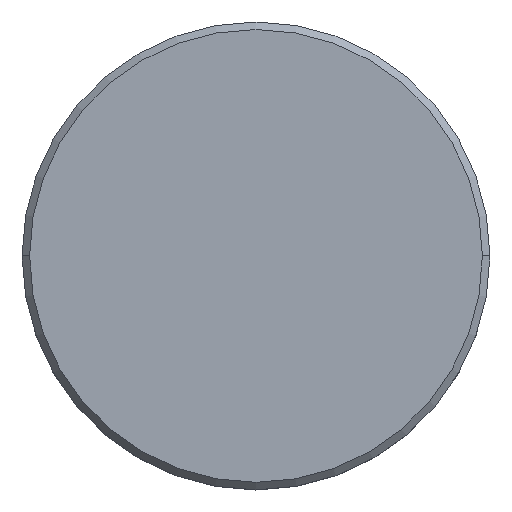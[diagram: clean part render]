
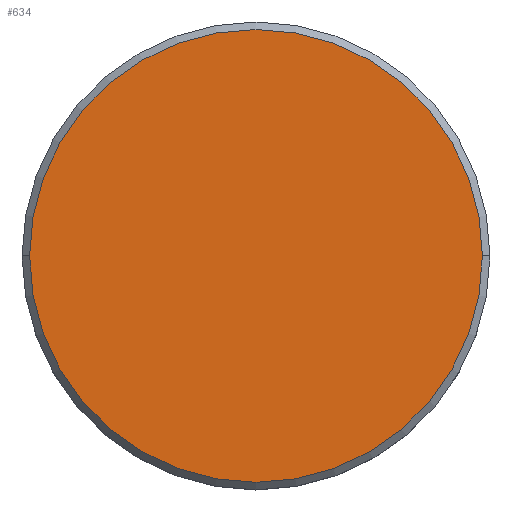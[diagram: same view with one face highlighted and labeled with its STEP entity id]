
A CAD part, top view. The second image highlights one B-rep face of the part: STEP entity #634.
In plain terms, the highlighted planar face has unit normal (0, 0, 1).
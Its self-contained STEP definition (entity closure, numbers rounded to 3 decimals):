
#16 = CARTESIAN_POINT ( 'NONE',  ( -15., 0., 0. ) ) ;
#33 = CIRCLE ( 'NONE', #943, 15. ) ;
#40 = DIRECTION ( 'NONE',  ( 1., 0., 0. ) ) ;
#63 = EDGE_CURVE ( 'NONE', #1099, #337, #33, .T. ) ;
#157 = ORIENTED_EDGE ( 'NONE', *, *, #63, .T. ) ;
#191 = CARTESIAN_POINT ( 'NONE',  ( 0., 0., 0. ) ) ;
#192 = CARTESIAN_POINT ( 'NONE',  ( 0., 0., 0. ) ) ;
#287 = DIRECTION ( 'NONE',  ( 0., 0., 1. ) ) ;
#295 = FACE_OUTER_BOUND ( 'NONE', #1050, .T. ) ;
#318 = CARTESIAN_POINT ( 'NONE',  ( 15., 0., 0. ) ) ;
#337 = VERTEX_POINT ( 'NONE', #318 ) ;
#349 = AXIS2_PLACEMENT_3D ( 'NONE', #486, #779, #40 ) ;
#446 = ORIENTED_EDGE ( 'NONE', *, *, #685, .T. ) ;
#486 = CARTESIAN_POINT ( 'NONE',  ( 0., 0., 0. ) ) ;
#547 = DIRECTION ( 'NONE',  ( 1., 0., 0. ) ) ;
#634 = ADVANCED_FACE ( 'NONE', ( #295 ), #1106, .T. ) ;
#685 = EDGE_CURVE ( 'NONE', #337, #1099, #1056, .T. ) ;
#779 = DIRECTION ( 'NONE',  ( 0., 0., 1. ) ) ;
#899 = AXIS2_PLACEMENT_3D ( 'NONE', #191, #287, #547 ) ;
#943 = AXIS2_PLACEMENT_3D ( 'NONE', #192, #1080, #990 ) ;
#990 = DIRECTION ( 'NONE',  ( 1., 0., 0. ) ) ;
#1050 = EDGE_LOOP ( 'NONE', ( #157, #446 ) ) ;
#1056 = CIRCLE ( 'NONE', #349, 15. ) ;
#1080 = DIRECTION ( 'NONE',  ( 0., 0., 1. ) ) ;
#1099 = VERTEX_POINT ( 'NONE', #16 ) ;
#1106 = PLANE ( 'NONE',  #899 ) ;
